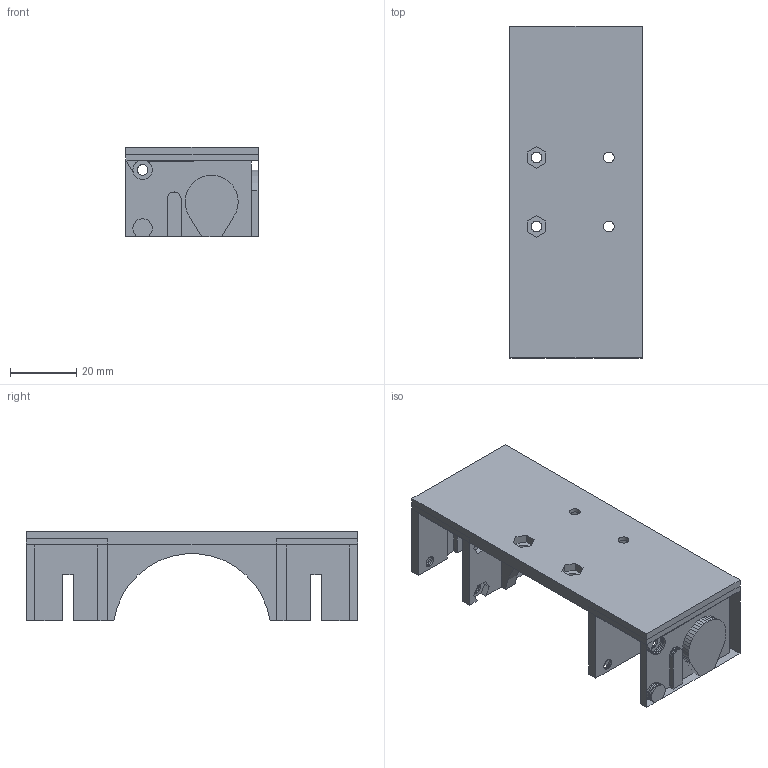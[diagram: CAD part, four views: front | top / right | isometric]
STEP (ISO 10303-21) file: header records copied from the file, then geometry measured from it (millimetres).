
FILE_DESCRIPTION(/* description */ ('FreeCAD Model'),/* implementation_level */ '2;1');
FILE_NAME(/* name */ 'MotorMounting_Bridge v4.step',/* time_stamp */ '2025-05-18T18:21:52-07:00',/* author */ (''),/* organization */ (''),/* preprocessor_version */ 'ST-DEVELOPER v20.1',/* originating_system */ 'Autodesk Translation Framework v14.4.0.0',/* authorisation */ '');
FILE_SCHEMA (('AUTOMOTIVE_DESIGN { 1 0 10303 214 3 1 1 }'));
Length unit declared in the file: millimetre
Products named in the file (1): difference
Bounding box: 39.8 x 100 x 27.1 mm (x, y, z)
Volume: 16296.4 mm3; surface area: 16482 mm2
Topology: 1 solids, 1 shells, 916 faces, 2698 edges, 1786 vertices
Faces by surface type: plane 910, cylinder 6
Full cylindrical faces by diameter (mm): 3.2 x4
Entity records: 29842 total; most frequent: CARTESIAN_POINT 5389, ORIENTED_EDGE 5380, DIRECTION 4536, EDGE_CURVE 2690, LINE 2678, VECTOR 2678, VERTEX_POINT 1782, EDGE_LOOP 946
